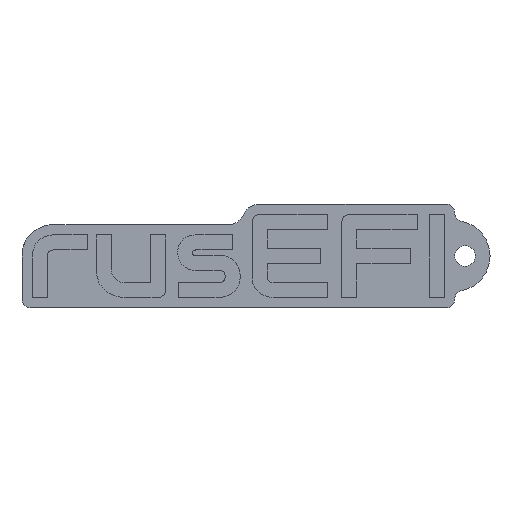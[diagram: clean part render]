
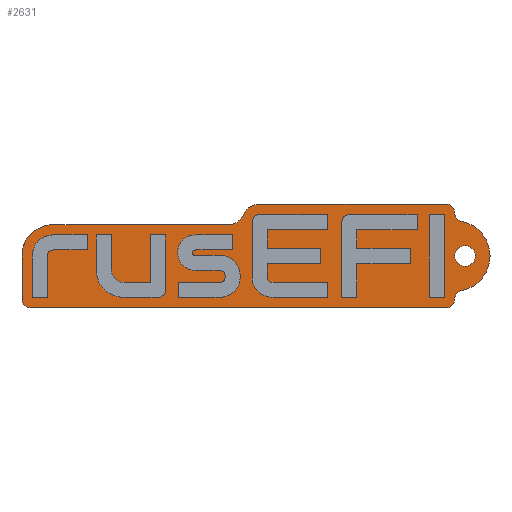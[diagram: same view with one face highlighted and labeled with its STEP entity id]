
A CAD part, top view. The second image highlights one B-rep face of the part: STEP entity #2631.
In plain terms, the highlighted planar face has unit normal (0, 0, 1).
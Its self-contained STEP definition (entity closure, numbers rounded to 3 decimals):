
#27=FACE_BOUND('',#490,.T.);
#34=PLANE('',#2807);
#97=B_SPLINE_CURVE_WITH_KNOTS('',3,(#3339,#3340,#3341,#3342),
 .UNSPECIFIED.,.F.,.F.,(4,4),(-1.,0.),.UNSPECIFIED.);
#99=B_SPLINE_CURVE_WITH_KNOTS('',3,(#3358,#3359,#3360,#3361),
 .UNSPECIFIED.,.F.,.F.,(4,4),(-1.,0.),.UNSPECIFIED.);
#101=B_SPLINE_CURVE_WITH_KNOTS('',3,(#3377,#3378,#3379,#3380),
 .UNSPECIFIED.,.F.,.F.,(4,4),(-1.,0.),.UNSPECIFIED.);
#103=B_SPLINE_CURVE_WITH_KNOTS('',3,(#3396,#3397,#3398,#3399),
 .UNSPECIFIED.,.F.,.F.,(4,4),(-1.,0.),.UNSPECIFIED.);
#105=B_SPLINE_CURVE_WITH_KNOTS('',3,(#3415,#3416,#3417,#3418),
 .UNSPECIFIED.,.F.,.F.,(4,4),(-1.,0.),.UNSPECIFIED.);
#107=B_SPLINE_CURVE_WITH_KNOTS('',3,(#3434,#3435,#3436,#3437),
 .UNSPECIFIED.,.F.,.F.,(4,4),(-1.,0.),.UNSPECIFIED.);
#109=B_SPLINE_CURVE_WITH_KNOTS('',3,(#3471,#3472,#3473,#3474),
 .UNSPECIFIED.,.F.,.F.,(4,4),(-1.,0.),.UNSPECIFIED.);
#111=B_SPLINE_CURVE_WITH_KNOTS('',3,(#3490,#3491,#3492,#3493),
 .UNSPECIFIED.,.F.,.F.,(4,4),(-1.,0.),.UNSPECIFIED.);
#113=B_SPLINE_CURVE_WITH_KNOTS('',3,(#3509,#3510,#3511,#3512),
 .UNSPECIFIED.,.F.,.F.,(4,4),(-1.,0.),.UNSPECIFIED.);
#340=FACE_OUTER_BOUND('',#489,.T.);
#489=EDGE_LOOP('',(#1879,#1880,#1881,#1882,#1883,#1884,#1885,#1886,#1887,
#1888,#1889,#1890,#1891,#1892,#1893,#1894,#1895,#1896,#1897,#1898,#1899));
#490=EDGE_LOOP('',(#1900));
#631=LINE('',#3443,#872);
#634=LINE('',#3449,#875);
#641=LINE('',#3518,#882);
#645=LINE('',#3533,#886);
#649=LINE('',#3543,#890);
#872=VECTOR('',#2910,10.);
#875=VECTOR('',#2915,10.);
#882=VECTOR('',#2930,10.);
#886=VECTOR('',#2948,10.);
#890=VECTOR('',#2960,10.);
#1100=CIRCLE('',#2779,2.235);
#1102=CIRCLE('',#2782,2.5);
#1104=CIRCLE('',#2785,2.235);
#1106=CIRCLE('',#2788,8.5);
#1109=CIRCLE('',#2794,3.719);
#1111=CIRCLE('',#2798,2.);
#1113=CIRCLE('',#2801,2.);
#1115=CIRCLE('',#2805,2.);
#1116=VERTEX_POINT('',#3296);
#1117=VERTEX_POINT('',#3297);
#1120=VERTEX_POINT('',#3305);
#1122=VERTEX_POINT('',#3311);
#1123=VERTEX_POINT('',#3312);
#1128=VERTEX_POINT('',#3336);
#1129=VERTEX_POINT('',#3338);
#1131=VERTEX_POINT('',#3357);
#1133=VERTEX_POINT('',#3376);
#1135=VERTEX_POINT('',#3395);
#1137=VERTEX_POINT('',#3414);
#1139=VERTEX_POINT('',#3433);
#1141=VERTEX_POINT('',#3442);
#1143=VERTEX_POINT('',#3448);
#1145=VERTEX_POINT('',#3454);
#1147=VERTEX_POINT('',#3470);
#1149=VERTEX_POINT('',#3489);
#1151=VERTEX_POINT('',#3508);
#1153=VERTEX_POINT('',#3517);
#1155=VERTEX_POINT('',#3526);
#1157=VERTEX_POINT('',#3532);
#1159=VERTEX_POINT('',#3538);
#1386=EDGE_CURVE('',#1116,#1117,#1100,.T.);
#1390=EDGE_CURVE('',#1120,#1120,#1102,.T.);
#1393=EDGE_CURVE('',#1122,#1123,#1104,.T.);
#1397=EDGE_CURVE('',#1123,#1116,#1106,.T.);
#1401=EDGE_CURVE('',#1129,#1128,#97,.T.);
#1404=EDGE_CURVE('',#1131,#1129,#99,.T.);
#1407=EDGE_CURVE('',#1133,#1131,#101,.T.);
#1410=EDGE_CURVE('',#1135,#1133,#103,.T.);
#1413=EDGE_CURVE('',#1137,#1135,#105,.T.);
#1416=EDGE_CURVE('',#1139,#1137,#107,.T.);
#1419=EDGE_CURVE('',#1141,#1139,#631,.T.);
#1422=EDGE_CURVE('',#1143,#1141,#634,.T.);
#1425=EDGE_CURVE('',#1145,#1143,#1109,.T.);
#1428=EDGE_CURVE('',#1147,#1145,#109,.T.);
#1431=EDGE_CURVE('',#1149,#1147,#111,.T.);
#1434=EDGE_CURVE('',#1151,#1149,#113,.T.);
#1437=EDGE_CURVE('',#1153,#1151,#641,.T.);
#1440=EDGE_CURVE('',#1122,#1153,#1111,.T.);
#1442=EDGE_CURVE('',#1155,#1117,#1113,.T.);
#1445=EDGE_CURVE('',#1157,#1155,#645,.T.);
#1448=EDGE_CURVE('',#1159,#1157,#1115,.T.);
#1451=EDGE_CURVE('',#1128,#1159,#649,.T.);
#1879=ORIENTED_EDGE('',*,*,#1386,.F.);
#1880=ORIENTED_EDGE('',*,*,#1397,.F.);
#1881=ORIENTED_EDGE('',*,*,#1393,.F.);
#1882=ORIENTED_EDGE('',*,*,#1440,.T.);
#1883=ORIENTED_EDGE('',*,*,#1437,.T.);
#1884=ORIENTED_EDGE('',*,*,#1434,.T.);
#1885=ORIENTED_EDGE('',*,*,#1431,.T.);
#1886=ORIENTED_EDGE('',*,*,#1428,.T.);
#1887=ORIENTED_EDGE('',*,*,#1425,.T.);
#1888=ORIENTED_EDGE('',*,*,#1422,.T.);
#1889=ORIENTED_EDGE('',*,*,#1419,.T.);
#1890=ORIENTED_EDGE('',*,*,#1416,.T.);
#1891=ORIENTED_EDGE('',*,*,#1413,.T.);
#1892=ORIENTED_EDGE('',*,*,#1410,.T.);
#1893=ORIENTED_EDGE('',*,*,#1407,.T.);
#1894=ORIENTED_EDGE('',*,*,#1404,.T.);
#1895=ORIENTED_EDGE('',*,*,#1401,.T.);
#1896=ORIENTED_EDGE('',*,*,#1451,.T.);
#1897=ORIENTED_EDGE('',*,*,#1448,.T.);
#1898=ORIENTED_EDGE('',*,*,#1445,.T.);
#1899=ORIENTED_EDGE('',*,*,#1442,.T.);
#1900=ORIENTED_EDGE('',*,*,#1390,.F.);
#2631=ADVANCED_FACE('',(#340,#27),#34,.T.);
#2779=AXIS2_PLACEMENT_3D('',#3298,#2873,#2874);
#2782=AXIS2_PLACEMENT_3D('',#3306,#2881,#2882);
#2785=AXIS2_PLACEMENT_3D('',#3313,#2888,#2889);
#2788=AXIS2_PLACEMENT_3D('',#3320,#2896,#2897);
#2794=AXIS2_PLACEMENT_3D('',#3455,#2921,#2922);
#2798=AXIS2_PLACEMENT_3D('',#3522,#2936,#2937);
#2801=AXIS2_PLACEMENT_3D('',#3527,#2942,#2943);
#2805=AXIS2_PLACEMENT_3D('',#3539,#2954,#2955);
#2807=AXIS2_PLACEMENT_3D('',#3544,#2961,#2962);
#2873=DIRECTION('center_axis',(0.,0.,1.));
#2874=DIRECTION('ref_axis',(-0.208,0.978,0.));
#2881=DIRECTION('center_axis',(0.,0.,1.));
#2882=DIRECTION('ref_axis',(1.,0.,0.));
#2888=DIRECTION('center_axis',(0.,0.,1.));
#2889=DIRECTION('ref_axis',(-1.,0.,0.));
#2896=DIRECTION('center_axis',(0.,0.,-1.));
#2897=DIRECTION('ref_axis',(0.208,-0.978,0.));
#2910=DIRECTION('',(-1.,0.,0.));
#2915=DIRECTION('',(-1.,0.,0.));
#2921=DIRECTION('center_axis',(0.,0.,-1.));
#2922=DIRECTION('ref_axis',(0.102,-0.995,0.));
#2930=DIRECTION('',(-1.,0.,0.));
#2936=DIRECTION('center_axis',(0.,0.,1.));
#2937=DIRECTION('ref_axis',(1.,0.,0.));
#2942=DIRECTION('center_axis',(0.,0.,1.));
#2943=DIRECTION('ref_axis',(0.,-1.,0.));
#2948=DIRECTION('',(1.,0.,0.));
#2954=DIRECTION('center_axis',(0.,0.,1.));
#2955=DIRECTION('ref_axis',(-1.,0.,0.));
#2960=DIRECTION('',(0.,-1.,0.));
#2961=DIRECTION('center_axis',(0.,0.,1.));
#2962=DIRECTION('ref_axis',(1.,0.,0.));
#3296=CARTESIAN_POINT('',(103.656,1.686,2.5));
#3297=CARTESIAN_POINT('',(101.886,-0.5,2.5));
#3298=CARTESIAN_POINT('Origin',(104.122,-0.5,2.5));
#3305=CARTESIAN_POINT('',(101.886,10.,2.5));
#3306=CARTESIAN_POINT('Origin',(104.386,10.,2.5));
#3311=CARTESIAN_POINT('',(101.886,20.5,2.5));
#3312=CARTESIAN_POINT('',(103.656,18.314,2.5));
#3313=CARTESIAN_POINT('Origin',(104.122,20.5,2.5));
#3320=CARTESIAN_POINT('Origin',(101.886,10.,2.5));
#3336=CARTESIAN_POINT('',(-2.5,10.,2.5));
#3338=CARTESIAN_POINT('',(-2.143,12.437,2.5));
#3339=CARTESIAN_POINT('Ctrl Pts',(-2.143,12.437,2.5));
#3340=CARTESIAN_POINT('Ctrl Pts',(-2.396,11.649,2.5));
#3341=CARTESIAN_POINT('Ctrl Pts',(-2.5,10.837,2.5));
#3342=CARTESIAN_POINT('Ctrl Pts',(-2.5,10.,2.5));
#3357=CARTESIAN_POINT('',(-1.173,14.416,2.5));
#3358=CARTESIAN_POINT('Ctrl Pts',(-1.173,14.416,2.5));
#3359=CARTESIAN_POINT('Ctrl Pts',(-1.597,13.814,2.5));
#3360=CARTESIAN_POINT('Ctrl Pts',(-1.919,13.137,2.5));
#3361=CARTESIAN_POINT('Ctrl Pts',(-2.143,12.437,2.5));
#3376=CARTESIAN_POINT('',(0.26,15.921,2.5));
#3377=CARTESIAN_POINT('Ctrl Pts',(0.26,15.921,2.5));
#3378=CARTESIAN_POINT('Ctrl Pts',(-0.286,15.5,2.5));
#3379=CARTESIAN_POINT('Ctrl Pts',(-0.778,14.977,2.5));
#3380=CARTESIAN_POINT('Ctrl Pts',(-1.173,14.416,2.5));
#3395=CARTESIAN_POINT('',(1.851,16.873,2.5));
#3396=CARTESIAN_POINT('Ctrl Pts',(1.851,16.873,2.5));
#3397=CARTESIAN_POINT('Ctrl Pts',(1.288,16.623,2.5));
#3398=CARTESIAN_POINT('Ctrl Pts',(0.749,16.297,2.5));
#3399=CARTESIAN_POINT('Ctrl Pts',(0.26,15.921,2.5));
#3414=CARTESIAN_POINT('',(3.508,17.407,2.5));
#3415=CARTESIAN_POINT('Ctrl Pts',(3.508,17.407,2.5));
#3416=CARTESIAN_POINT('Ctrl Pts',(2.941,17.291,2.5));
#3417=CARTESIAN_POINT('Ctrl Pts',(2.381,17.109,2.5));
#3418=CARTESIAN_POINT('Ctrl Pts',(1.851,16.873,2.5));
#3433=CARTESIAN_POINT('',(5.091,17.577,2.5));
#3434=CARTESIAN_POINT('Ctrl Pts',(5.091,17.577,2.5));
#3435=CARTESIAN_POINT('Ctrl Pts',(4.555,17.577,2.5));
#3436=CARTESIAN_POINT('Ctrl Pts',(4.037,17.516,2.5));
#3437=CARTESIAN_POINT('Ctrl Pts',(3.508,17.407,2.5));
#3442=CARTESIAN_POINT('',(8.626,17.577,2.5));
#3443=CARTESIAN_POINT('',(5.091,17.577,2.5));
#3448=CARTESIAN_POINT('',(47.763,17.577,2.5));
#3449=CARTESIAN_POINT('',(37.148,17.577,2.5));
#3454=CARTESIAN_POINT('',(50.816,19.846,2.5));
#3455=CARTESIAN_POINT('Origin',(47.384,21.276,2.5));
#3470=CARTESIAN_POINT('',(51.715,21.213,2.5));
#3471=CARTESIAN_POINT('Ctrl Pts',(51.715,21.213,2.5));
#3472=CARTESIAN_POINT('Ctrl Pts',(51.347,20.834,2.5));
#3473=CARTESIAN_POINT('Ctrl Pts',(51.014,20.32,2.5));
#3474=CARTESIAN_POINT('Ctrl Pts',(50.816,19.846,2.5));
#3489=CARTESIAN_POINT('',(53.125,22.168,2.5));
#3490=CARTESIAN_POINT('Ctrl Pts',(53.125,22.168,2.5));
#3491=CARTESIAN_POINT('Ctrl Pts',(52.637,21.965,2.5));
#3492=CARTESIAN_POINT('Ctrl Pts',(52.095,21.603,2.5));
#3493=CARTESIAN_POINT('Ctrl Pts',(51.715,21.213,2.5));
#3508=CARTESIAN_POINT('',(54.812,22.5,2.5));
#3509=CARTESIAN_POINT('Ctrl Pts',(54.812,22.5,2.5));
#3510=CARTESIAN_POINT('Ctrl Pts',(54.279,22.5,2.5));
#3511=CARTESIAN_POINT('Ctrl Pts',(53.646,22.385,2.5));
#3512=CARTESIAN_POINT('Ctrl Pts',(53.125,22.168,2.5));
#3517=CARTESIAN_POINT('',(99.886,22.5,2.5));
#3518=CARTESIAN_POINT('',(97.803,22.5,2.5));
#3522=CARTESIAN_POINT('Origin',(99.886,20.5,2.5));
#3526=CARTESIAN_POINT('',(99.886,-2.5,2.5));
#3527=CARTESIAN_POINT('Origin',(99.886,-0.5,2.5));
#3532=CARTESIAN_POINT('',(-0.5,-2.5,2.5));
#3533=CARTESIAN_POINT('',(6.126,-2.5,2.5));
#3538=CARTESIAN_POINT('',(-2.5,-0.5,2.5));
#3539=CARTESIAN_POINT('Origin',(-0.5,-0.5,2.5));
#3543=CARTESIAN_POINT('',(-2.5,-0.5,2.5));
#3544=CARTESIAN_POINT('Origin',(49.693,10.,2.5));
